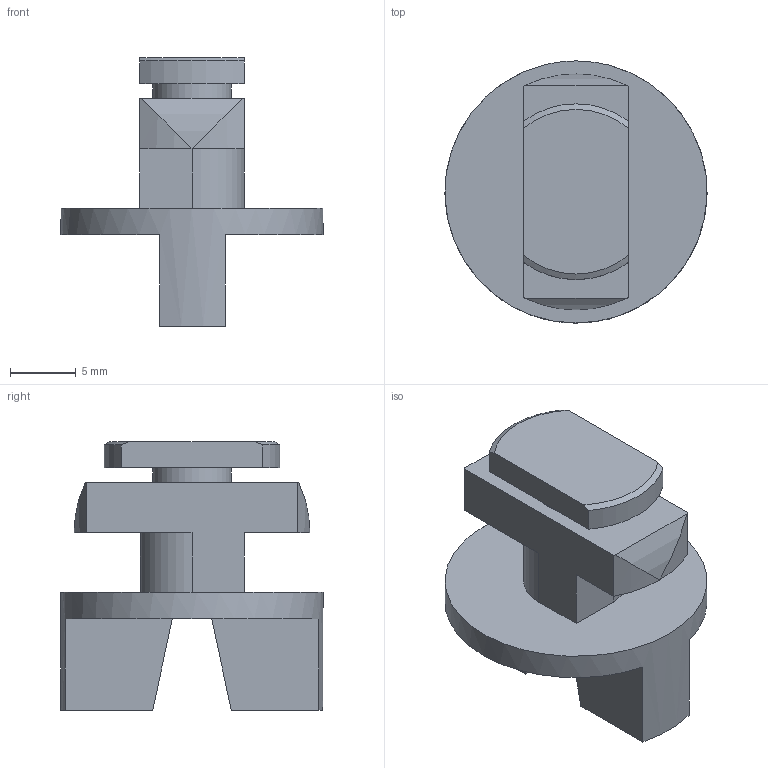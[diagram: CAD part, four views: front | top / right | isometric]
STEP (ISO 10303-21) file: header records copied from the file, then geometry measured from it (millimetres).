
FILE_DESCRIPTION((''),'2;1');
FILE_NAME('SZ1590S_A.stp','2013-08-29T10:47:17',('janine behrens'),(''),'Autodesk Inventor 2012','Autodesk Inventor 2012','');
FILE_SCHEMA(('AUTOMOTIVE_DESIGN { 1 0 10303 214 1 1 1 1 }'));
Length unit declared in the file: millimetre
Products named in the file (1): SZ1590S_A
Bounding box: 20 x 20 x 20.5 mm (x, y, z)
Volume: 2180.8 mm3; surface area: 1802.9 mm2
Topology: 1 solids, 1 shells, 38 faces, 95 edges, 62 vertices
Faces by surface type: plane 22, cylinder 14, cone 2
Full cylindrical faces by diameter (mm): 6 x1
Entity records: 1156 total; most frequent: CARTESIAN_POINT 203, DIRECTION 200, ORIENTED_EDGE 188, EDGE_CURVE 94, AXIS2_PLACEMENT_3D 71, VERTEX_POINT 62, VECTOR 58, LINE 58
